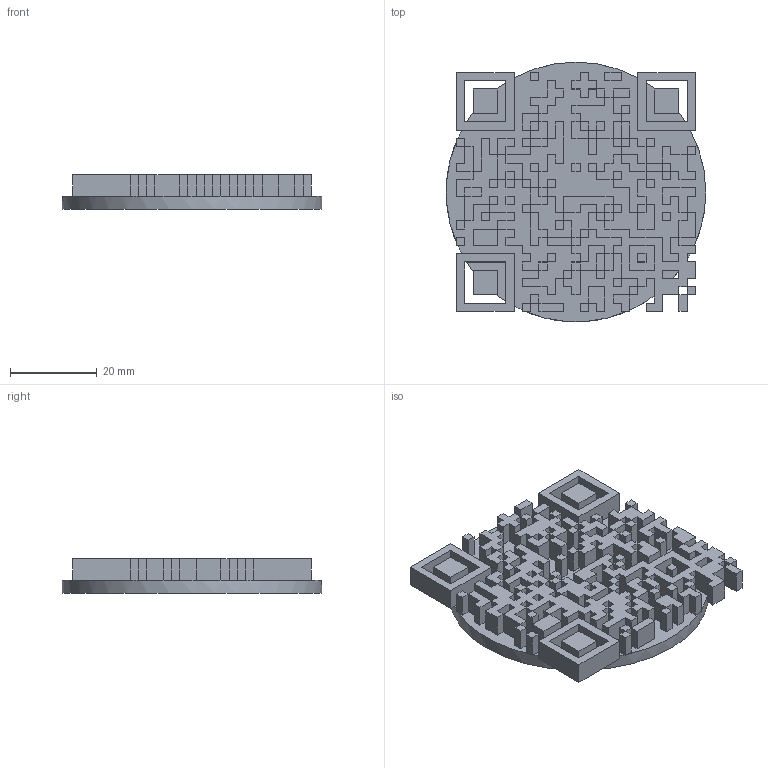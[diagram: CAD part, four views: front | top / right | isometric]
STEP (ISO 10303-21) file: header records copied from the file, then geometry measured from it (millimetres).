
FILE_DESCRIPTION(('Open CASCADE Model'),'2;1');
FILE_NAME('Open CASCADE Shape Model','2025-05-06T12:29:19',('Author'),( 'Open CASCADE'),'Open CASCADE STEP processor 7.7','Open CASCADE 7.7' ,'Unknown');
FILE_SCHEMA(('AUTOMOTIVE_DESIGN { 1 0 10303 214 1 1 1 1 }'));
Length unit declared in the file: millimetre
Products named in the file (4): Open CASCADE STEP translator 7.7 1; Open CASCADE STEP translator 7.7 1.1; Open CASCADE STEP translator 7.7 1.2; Open CASCADE STEP translator 7.7 1.3
Assembly tree (3 placements, depth 2):
  Open CASCADE STEP translator 7.7 1
    Open CASCADE STEP translator 7.7 1.1
    Open CASCADE STEP translator 7.7 1.2
    Open CASCADE STEP translator 7.7 1.3
Bounding box: 60 x 60 x 8 mm (x, y, z)
Volume: 16016.6 mm3; surface area: 15005.4 mm2
Topology: 3 solids, 3 shells, 687 faces, 1664 edges, 988 vertices
Faces by surface type: plane 686, cylinder 1
Full cylindrical faces by diameter (mm): 60 x1
Entity records: 41110 total; most frequent: CARTESIAN_POINT 6671, DIRECTION 6408, LINE 4924, VECTOR 4924, ORIENTED_EDGE 3494, PCURVE 3328, DEFINITIONAL_REPRESENTATION 3328, EDGE_CURVE 1664
